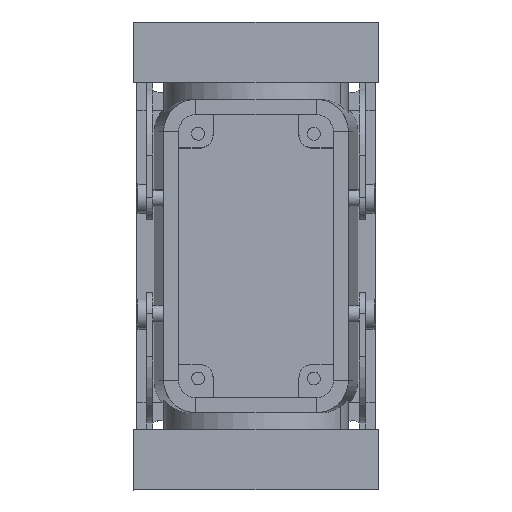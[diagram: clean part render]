
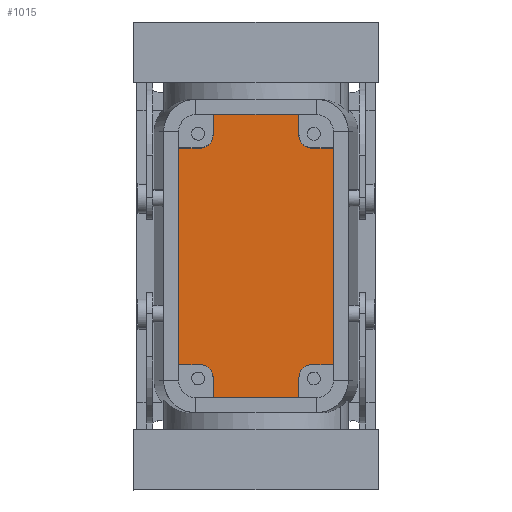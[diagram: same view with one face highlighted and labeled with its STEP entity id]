
A CAD part, top view. The second image highlights one B-rep face of the part: STEP entity #1015.
In plain terms, the highlighted planar face has unit normal (0, 0, 1).
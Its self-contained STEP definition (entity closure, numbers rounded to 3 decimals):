
#856=AXIS2_PLACEMENT_3D('Plane Axis2P3D',#853,#854,#855) ;
#294=CARTESIAN_POINT('Line Origine',(28.5,87.5,5.5)) ;
#298=CARTESIAN_POINT('Vertex',(38.5,87.5,5.5)) ;
#300=CARTESIAN_POINT('Vertex',(18.5,87.5,5.5)) ;
#853=CARTESIAN_POINT('Axis2P3D Location',(28.5,54.5,5.5)) ;
#859=CARTESIAN_POINT('Control Point',(41.5,79.75,5.5)) ;
#860=CARTESIAN_POINT('Control Point',(41.161,79.75,5.5)) ;
#861=CARTESIAN_POINT('Control Point',(40.821,79.798,5.5)) ;
#862=CARTESIAN_POINT('Control Point',(40.491,79.894,5.5)) ;
#863=CARTESIAN_POINT('Control Point',(39.866,80.177,5.5)) ;
#864=CARTESIAN_POINT('Control Point',(39.345,80.622,5.5)) ;
#865=CARTESIAN_POINT('Control Point',(39.117,80.88,5.5)) ;
#866=CARTESIAN_POINT('Control Point',(38.783,81.389,5.5)) ;
#867=CARTESIAN_POINT('Control Point',(38.587,81.963,5.5)) ;
#868=CARTESIAN_POINT('Control Point',(38.529,82.223,5.5)) ;
#869=CARTESIAN_POINT('Control Point',(38.5,82.486,5.5)) ;
#870=CARTESIAN_POINT('Control Point',(38.5,82.75,5.5)) ;
#871=CARTESIAN_POINT('Vertex',(38.5,82.75,5.5)) ;
#873=CARTESIAN_POINT('Vertex',(41.5,79.75,5.5)) ;
#876=CARTESIAN_POINT('Line Origine',(38.5,85.125,5.5)) ;
#881=CARTESIAN_POINT('Line Origine',(18.5,85.125,5.5)) ;
#885=CARTESIAN_POINT('Vertex',(18.5,82.75,5.5)) ;
#889=CARTESIAN_POINT('Control Point',(18.5,82.75,5.5)) ;
#890=CARTESIAN_POINT('Control Point',(18.5,82.411,5.5)) ;
#891=CARTESIAN_POINT('Control Point',(18.452,82.071,5.5)) ;
#892=CARTESIAN_POINT('Control Point',(18.356,81.741,5.5)) ;
#893=CARTESIAN_POINT('Control Point',(18.073,81.116,5.5)) ;
#894=CARTESIAN_POINT('Control Point',(17.628,80.595,5.5)) ;
#895=CARTESIAN_POINT('Control Point',(17.37,80.367,5.5)) ;
#896=CARTESIAN_POINT('Control Point',(16.861,80.033,5.5)) ;
#897=CARTESIAN_POINT('Control Point',(16.287,79.837,5.5)) ;
#898=CARTESIAN_POINT('Control Point',(16.027,79.779,5.5)) ;
#899=CARTESIAN_POINT('Control Point',(15.764,79.75,5.5)) ;
#900=CARTESIAN_POINT('Control Point',(15.5,79.75,5.5)) ;
#901=CARTESIAN_POINT('Vertex',(15.5,79.75,5.5)) ;
#904=CARTESIAN_POINT('Line Origine',(13.,79.75,5.5)) ;
#908=CARTESIAN_POINT('Vertex',(10.5,79.75,5.5)) ;
#911=CARTESIAN_POINT('Line Origine',(10.5,54.5,5.5)) ;
#915=CARTESIAN_POINT('Vertex',(10.5,29.25,5.5)) ;
#918=CARTESIAN_POINT('Line Origine',(13.,29.25,5.5)) ;
#922=CARTESIAN_POINT('Vertex',(15.5,29.25,5.5)) ;
#926=CARTESIAN_POINT('Control Point',(15.5,29.25,5.5)) ;
#927=CARTESIAN_POINT('Control Point',(15.839,29.25,5.5)) ;
#928=CARTESIAN_POINT('Control Point',(16.179,29.202,5.5)) ;
#929=CARTESIAN_POINT('Control Point',(16.509,29.106,5.5)) ;
#930=CARTESIAN_POINT('Control Point',(17.134,28.823,5.5)) ;
#931=CARTESIAN_POINT('Control Point',(17.655,28.378,5.5)) ;
#932=CARTESIAN_POINT('Control Point',(17.883,28.12,5.5)) ;
#933=CARTESIAN_POINT('Control Point',(18.217,27.611,5.5)) ;
#934=CARTESIAN_POINT('Control Point',(18.413,27.037,5.5)) ;
#935=CARTESIAN_POINT('Control Point',(18.471,26.777,5.5)) ;
#936=CARTESIAN_POINT('Control Point',(18.5,26.514,5.5)) ;
#937=CARTESIAN_POINT('Control Point',(18.5,26.25,5.5)) ;
#938=CARTESIAN_POINT('Vertex',(18.5,26.25,5.5)) ;
#941=CARTESIAN_POINT('Line Origine',(18.5,23.875,5.5)) ;
#945=CARTESIAN_POINT('Vertex',(18.5,21.5,5.5)) ;
#948=CARTESIAN_POINT('Line Origine',(28.5,21.5,5.5)) ;
#952=CARTESIAN_POINT('Vertex',(38.5,21.5,5.5)) ;
#955=CARTESIAN_POINT('Line Origine',(38.5,23.875,5.5)) ;
#959=CARTESIAN_POINT('Vertex',(38.5,26.25,5.5)) ;
#963=CARTESIAN_POINT('Control Point',(38.5,26.25,5.5)) ;
#964=CARTESIAN_POINT('Control Point',(38.5,26.589,5.5)) ;
#965=CARTESIAN_POINT('Control Point',(38.548,26.929,5.5)) ;
#966=CARTESIAN_POINT('Control Point',(38.644,27.259,5.5)) ;
#967=CARTESIAN_POINT('Control Point',(38.927,27.884,5.5)) ;
#968=CARTESIAN_POINT('Control Point',(39.372,28.405,5.5)) ;
#969=CARTESIAN_POINT('Control Point',(39.63,28.633,5.5)) ;
#970=CARTESIAN_POINT('Control Point',(40.139,28.967,5.5)) ;
#971=CARTESIAN_POINT('Control Point',(40.713,29.163,5.5)) ;
#972=CARTESIAN_POINT('Control Point',(40.973,29.221,5.5)) ;
#973=CARTESIAN_POINT('Control Point',(41.236,29.25,5.5)) ;
#974=CARTESIAN_POINT('Control Point',(41.5,29.25,5.5)) ;
#975=CARTESIAN_POINT('Vertex',(41.5,29.25,5.5)) ;
#978=CARTESIAN_POINT('Line Origine',(44.,29.25,5.5)) ;
#982=CARTESIAN_POINT('Vertex',(46.5,29.25,5.5)) ;
#985=CARTESIAN_POINT('Line Origine',(46.5,54.5,5.5)) ;
#989=CARTESIAN_POINT('Vertex',(46.5,79.75,5.5)) ;
#992=CARTESIAN_POINT('Line Origine',(44.,79.75,5.5)) ;
#295=DIRECTION('Vector Direction',(-1.,0.,0.)) ;
#854=DIRECTION('Axis2P3D Direction',(0.,-0.,1.)) ;
#855=DIRECTION('Axis2P3D XDirection',(0.,1.,0.)) ;
#877=DIRECTION('Vector Direction',(0.,1.,0.)) ;
#882=DIRECTION('Vector Direction',(0.,1.,0.)) ;
#905=DIRECTION('Vector Direction',(1.,0.,0.)) ;
#912=DIRECTION('Vector Direction',(0.,1.,0.)) ;
#919=DIRECTION('Vector Direction',(1.,0.,0.)) ;
#942=DIRECTION('Vector Direction',(0.,-1.,0.)) ;
#949=DIRECTION('Vector Direction',(1.,0.,0.)) ;
#956=DIRECTION('Vector Direction',(0.,-1.,0.)) ;
#979=DIRECTION('Vector Direction',(-1.,0.,0.)) ;
#986=DIRECTION('Vector Direction',(0.,-1.,0.)) ;
#993=DIRECTION('Vector Direction',(-1.,0.,0.)) ;
#296=VECTOR('Line Direction',#295,1.) ;
#878=VECTOR('Line Direction',#877,1.) ;
#883=VECTOR('Line Direction',#882,1.) ;
#906=VECTOR('Line Direction',#905,1.) ;
#913=VECTOR('Line Direction',#912,1.) ;
#920=VECTOR('Line Direction',#919,1.) ;
#943=VECTOR('Line Direction',#942,1.) ;
#950=VECTOR('Line Direction',#949,1.) ;
#957=VECTOR('Line Direction',#956,1.) ;
#980=VECTOR('Line Direction',#979,1.) ;
#987=VECTOR('Line Direction',#986,1.) ;
#994=VECTOR('Line Direction',#993,1.) ;
#998=ORIENTED_EDGE('',*,*,#875,.F.) ;
#999=ORIENTED_EDGE('',*,*,#880,.T.) ;
#1000=ORIENTED_EDGE('',*,*,#302,.T.) ;
#1001=ORIENTED_EDGE('',*,*,#887,.F.) ;
#1002=ORIENTED_EDGE('',*,*,#903,.F.) ;
#1003=ORIENTED_EDGE('',*,*,#910,.F.) ;
#1004=ORIENTED_EDGE('',*,*,#917,.T.) ;
#1005=ORIENTED_EDGE('',*,*,#924,.T.) ;
#1006=ORIENTED_EDGE('',*,*,#940,.F.) ;
#1007=ORIENTED_EDGE('',*,*,#947,.T.) ;
#1008=ORIENTED_EDGE('',*,*,#954,.T.) ;
#1009=ORIENTED_EDGE('',*,*,#961,.F.) ;
#1010=ORIENTED_EDGE('',*,*,#977,.F.) ;
#1011=ORIENTED_EDGE('',*,*,#984,.F.) ;
#1012=ORIENTED_EDGE('',*,*,#991,.T.) ;
#1013=ORIENTED_EDGE('',*,*,#996,.T.) ;
#1015=ADVANCED_FACE('Housing',(#1014),#857,.T.) ;
#858=B_SPLINE_CURVE_WITH_KNOTS('',5,(#859,#860,#861,#862,#863,#864,#865,#866,#867,#868,#869,#870),.UNSPECIFIED.,.F.,.U.,(6,3,3,6),(0.,2.4,4.8,6.664),.UNSPECIFIED.) ;
#888=B_SPLINE_CURVE_WITH_KNOTS('',5,(#889,#890,#891,#892,#893,#894,#895,#896,#897,#898,#899,#900),.UNSPECIFIED.,.F.,.U.,(6,3,3,6),(0.,2.4,4.8,6.664),.UNSPECIFIED.) ;
#925=B_SPLINE_CURVE_WITH_KNOTS('',5,(#926,#927,#928,#929,#930,#931,#932,#933,#934,#935,#936,#937),.UNSPECIFIED.,.F.,.U.,(6,3,3,6),(0.,2.4,4.8,6.664),.UNSPECIFIED.) ;
#962=B_SPLINE_CURVE_WITH_KNOTS('',5,(#963,#964,#965,#966,#967,#968,#969,#970,#971,#972,#973,#974),.UNSPECIFIED.,.F.,.U.,(6,3,3,6),(0.,2.4,4.8,6.664),.UNSPECIFIED.) ;
#302=EDGE_CURVE('',#299,#301,#297,.T.) ;
#875=EDGE_CURVE('',#872,#874,#858,.F.) ;
#880=EDGE_CURVE('',#872,#299,#879,.T.) ;
#887=EDGE_CURVE('',#886,#301,#884,.T.) ;
#903=EDGE_CURVE('',#902,#886,#888,.F.) ;
#910=EDGE_CURVE('',#909,#902,#907,.T.) ;
#917=EDGE_CURVE('',#909,#916,#914,.F.) ;
#924=EDGE_CURVE('',#916,#923,#921,.T.) ;
#940=EDGE_CURVE('',#939,#923,#925,.F.) ;
#947=EDGE_CURVE('',#939,#946,#944,.T.) ;
#954=EDGE_CURVE('',#946,#953,#951,.T.) ;
#961=EDGE_CURVE('',#960,#953,#958,.T.) ;
#977=EDGE_CURVE('',#976,#960,#962,.F.) ;
#984=EDGE_CURVE('',#983,#976,#981,.T.) ;
#991=EDGE_CURVE('',#983,#990,#988,.F.) ;
#996=EDGE_CURVE('',#990,#874,#995,.T.) ;
#997=EDGE_LOOP('',(#998,#999,#1000,#1001,#1002,#1003,#1004,#1005,#1006,#1007,#1008,#1009,#1010,#1011,#1012,#1013)) ;
#1014=FACE_OUTER_BOUND('',#997,.T.) ;
#297=LINE('Line',#294,#296) ;
#879=LINE('Line',#876,#878) ;
#884=LINE('Line',#881,#883) ;
#907=LINE('Line',#904,#906) ;
#914=LINE('Line',#911,#913) ;
#921=LINE('Line',#918,#920) ;
#944=LINE('Line',#941,#943) ;
#951=LINE('Line',#948,#950) ;
#958=LINE('Line',#955,#957) ;
#981=LINE('Line',#978,#980) ;
#988=LINE('Line',#985,#987) ;
#995=LINE('Line',#992,#994) ;
#857=PLANE('',#856) ;
#299=VERTEX_POINT('',#298) ;
#301=VERTEX_POINT('',#300) ;
#872=VERTEX_POINT('',#871) ;
#874=VERTEX_POINT('',#873) ;
#886=VERTEX_POINT('',#885) ;
#902=VERTEX_POINT('',#901) ;
#909=VERTEX_POINT('',#908) ;
#916=VERTEX_POINT('',#915) ;
#923=VERTEX_POINT('',#922) ;
#939=VERTEX_POINT('',#938) ;
#946=VERTEX_POINT('',#945) ;
#953=VERTEX_POINT('',#952) ;
#960=VERTEX_POINT('',#959) ;
#976=VERTEX_POINT('',#975) ;
#983=VERTEX_POINT('',#982) ;
#990=VERTEX_POINT('',#989) ;
